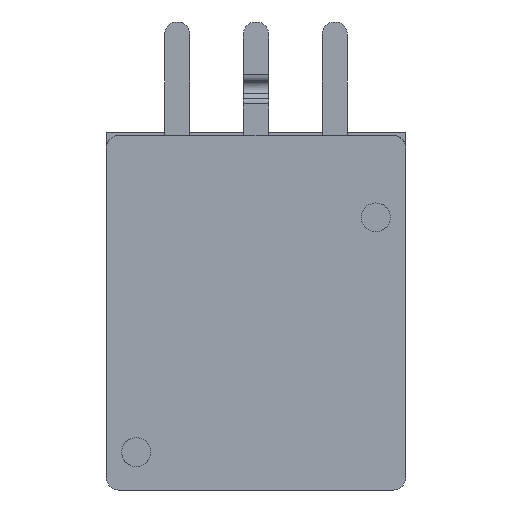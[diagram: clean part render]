
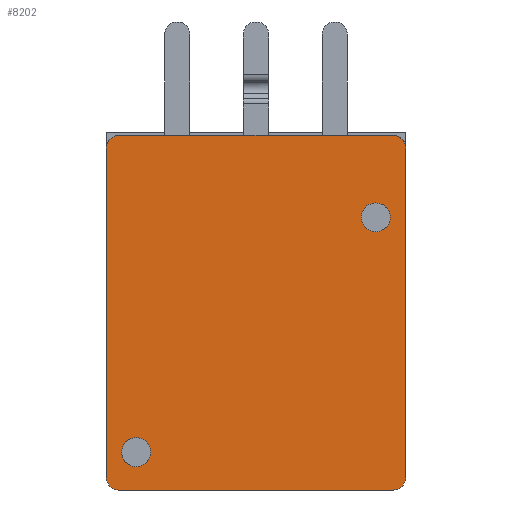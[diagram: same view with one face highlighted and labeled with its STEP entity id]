
A CAD part, front view. The second image highlights one B-rep face of the part: STEP entity #8202.
In plain terms, the highlighted planar face has unit normal (0, -1, 0).
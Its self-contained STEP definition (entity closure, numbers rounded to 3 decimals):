
#1665=VERTEX_POINT('NONE',#1666);
#1666=CARTESIAN_POINT('',(3.8,0.,3.34));
#1672=EDGE_CURVE('NONE',#1665,#1673,#1675,.T.);
#1673=VERTEX_POINT('NONE',#1674);
#1674=CARTESIAN_POINT('',(4.26,0.0,3.8));
#1675=B_SPLINE_CURVE_WITH_KNOTS('',3,(#1676,#1677,#1678,#1679,#1680,#1681),.UNSPECIFIED.,.F.,.U.,(4,2,4),(0.0,0.5,1.0),.UNSPECIFIED.);
#1676=CARTESIAN_POINT('',(3.8,0.,3.34));
#1677=CARTESIAN_POINT('',(3.921,0.0,3.34));
#1678=CARTESIAN_POINT('',(4.04,0.0,3.389));
#1679=CARTESIAN_POINT('',(4.211,0.0,3.56));
#1680=CARTESIAN_POINT('',(4.26,0.0,3.679));
#1681=CARTESIAN_POINT('',(4.26,0.0,3.8));
#1683=EDGE_CURVE('NONE',#1673,#1684,#1686,.T.);
#1684=VERTEX_POINT('NONE',#1685);
#1685=CARTESIAN_POINT('',(3.8,0.0,4.26));
#1686=B_SPLINE_CURVE_WITH_KNOTS('',3,(#1687,#1688,#1689,#1690,#1691,#1692),.UNSPECIFIED.,.F.,.U.,(4,2,4),(0.0,0.25,0.5),.UNSPECIFIED.);
#1687=CARTESIAN_POINT('',(4.26,0.0,3.8));
#1688=CARTESIAN_POINT('',(4.26,0.0,3.921));
#1689=CARTESIAN_POINT('',(4.211,0.0,4.04));
#1690=CARTESIAN_POINT('',(4.04,0.0,4.211));
#1691=CARTESIAN_POINT('',(3.921,0.0,4.26));
#1692=CARTESIAN_POINT('',(3.8,0.0,4.26));
#1733=VERTEX_POINT('NONE',#1734);
#1734=CARTESIAN_POINT('',(-3.8,0.0,-4.11));
#1740=EDGE_CURVE('NONE',#1733,#1741,#1743,.T.);
#1741=VERTEX_POINT('NONE',#1742);
#1742=CARTESIAN_POINT('',(-3.34,0.0,-3.65));
#1743=B_SPLINE_CURVE_WITH_KNOTS('',3,(#1744,#1745,#1746,#1747,#1748,#1749),.UNSPECIFIED.,.F.,.U.,(4,2,4),(0.0,0.5,1.0),.UNSPECIFIED.);
#1744=CARTESIAN_POINT('',(-3.8,0.0,-4.11));
#1745=CARTESIAN_POINT('',(-3.679,0.0,-4.11));
#1746=CARTESIAN_POINT('',(-3.56,0.0,-4.061));
#1747=CARTESIAN_POINT('',(-3.389,0.0,-3.89));
#1748=CARTESIAN_POINT('',(-3.34,0.0,-3.771));
#1749=CARTESIAN_POINT('',(-3.34,0.0,-3.65));
#1751=EDGE_CURVE('NONE',#1741,#1752,#1754,.T.);
#1752=VERTEX_POINT('NONE',#1753);
#1753=CARTESIAN_POINT('',(-3.8,0.0,-3.19));
#1754=B_SPLINE_CURVE_WITH_KNOTS('',3,(#1755,#1756,#1757,#1758,#1759,#1760),.UNSPECIFIED.,.F.,.U.,(4,2,4),(0.0,0.25,0.5),.UNSPECIFIED.);
#1755=CARTESIAN_POINT('',(-3.34,0.0,-3.65));
#1756=CARTESIAN_POINT('',(-3.34,0.0,-3.529));
#1757=CARTESIAN_POINT('',(-3.389,0.0,-3.41));
#1758=CARTESIAN_POINT('',(-3.56,0.0,-3.239));
#1759=CARTESIAN_POINT('',(-3.679,0.0,-3.19));
#1760=CARTESIAN_POINT('',(-3.8,0.0,-3.19));
#7588=EDGE_CURVE('NONE',#7589,#7591,#7593,.T.);
#7589=VERTEX_POINT('NONE',#7590);
#7590=CARTESIAN_POINT('',(-4.75,0.0,-4.45));
#7591=VERTEX_POINT('NONE',#7592);
#7592=CARTESIAN_POINT('',(-4.75,0.0,6.0));
#7593=LINE('',#7594,#7595);
#7594=CARTESIAN_POINT('',(-4.75,0.0,-4.85));
#7595=VECTOR('',#7596,1.0);
#7596=DIRECTION('',(0.0,0.0,1.0));
#7787=VERTEX_POINT('NONE',#7788);
#7788=CARTESIAN_POINT('',(4.35,0.0,-4.85));
#7794=EDGE_CURVE('NONE',#7787,#7795,#7797,.T.);
#7795=VERTEX_POINT('NONE',#7796);
#7796=CARTESIAN_POINT('',(-4.35,0.0,-4.85));
#7797=LINE('',#7798,#7799);
#7798=CARTESIAN_POINT('',(4.75,0.0,-4.85));
#7799=VECTOR('',#7800,1.0);
#7800=DIRECTION('',(-1.0,0.0,0.0));
#7837=VERTEX_POINT('NONE',#7838);
#7838=CARTESIAN_POINT('',(4.75,0.0,6.0));
#7844=EDGE_CURVE('NONE',#7837,#7845,#7847,.T.);
#7845=VERTEX_POINT('NONE',#7846);
#7846=CARTESIAN_POINT('',(4.75,0.0,-4.45));
#7847=LINE('',#7848,#7849);
#7848=CARTESIAN_POINT('',(4.75,0.0,6.4));
#7849=VECTOR('',#7850,1.0);
#7850=DIRECTION('',(0.0,0.0,-1.0));
#8159=EDGE_CURVE('NONE',#7591,#8160,#8162,.T.);
#8160=VERTEX_POINT('NONE',#8161);
#8161=CARTESIAN_POINT('',(-4.35,0.0,6.4));
#8162=B_SPLINE_CURVE_WITH_KNOTS('',3,(#8163,#8164,#8165,#8166,#8167,#8168),.UNSPECIFIED.,.F.,.U.,(4,2,4),(0.0,0.5,1.0),.UNSPECIFIED.);
#8163=CARTESIAN_POINT('',(-4.75,0.0,6.0));
#8164=CARTESIAN_POINT('',(-4.75,0.0,6.105));
#8165=CARTESIAN_POINT('',(-4.707,0.0,6.209));
#8166=CARTESIAN_POINT('',(-4.559,0.0,6.357));
#8167=CARTESIAN_POINT('',(-4.455,0.0,6.4));
#8168=CARTESIAN_POINT('',(-4.35,0.0,6.4));
#8202=ADVANCED_FACE('NONE',(#8203,#8244,#8268),#8292,.F.);
#8203=FACE_BOUND('NONE',#8204,.T.);
#8204=EDGE_LOOP('',(#8205,#8206,#8207,#8216,#8217,#8226,#8227,#8238));
#8205=ORIENTED_EDGE('',*,*,#8159,.F.);
#8206=ORIENTED_EDGE('',*,*,#7588,.F.);
#8207=ORIENTED_EDGE('',*,*,#8208,.T.);
#8208=EDGE_CURVE('NONE',#7589,#7795,#8209,.F.);
#8209=B_SPLINE_CURVE_WITH_KNOTS('',3,(#8210,#8211,#8212,#8213,#8214,#8215),.UNSPECIFIED.,.F.,.U.,(4,2,4),(0.0,0.5,1.0),.UNSPECIFIED.);
#8210=CARTESIAN_POINT('',(-4.35,0.0,-4.85));
#8211=CARTESIAN_POINT('',(-4.455,0.0,-4.85));
#8212=CARTESIAN_POINT('',(-4.559,0.0,-4.807));
#8213=CARTESIAN_POINT('',(-4.707,0.0,-4.659));
#8214=CARTESIAN_POINT('',(-4.75,0.0,-4.555));
#8215=CARTESIAN_POINT('',(-4.75,0.0,-4.45));
#8216=ORIENTED_EDGE('',*,*,#7794,.F.);
#8217=ORIENTED_EDGE('',*,*,#8218,.T.);
#8218=EDGE_CURVE('NONE',#7787,#7845,#8219,.F.);
#8219=B_SPLINE_CURVE_WITH_KNOTS('',3,(#8220,#8221,#8222,#8223,#8224,#8225),.UNSPECIFIED.,.F.,.U.,(4,2,4),(0.0,0.5,1.0),.UNSPECIFIED.);
#8220=CARTESIAN_POINT('',(4.75,0.0,-4.45));
#8221=CARTESIAN_POINT('',(4.75,0.0,-4.555));
#8222=CARTESIAN_POINT('',(4.707,0.0,-4.659));
#8223=CARTESIAN_POINT('',(4.559,0.0,-4.807));
#8224=CARTESIAN_POINT('',(4.455,0.0,-4.85));
#8225=CARTESIAN_POINT('',(4.35,0.0,-4.85));
#8226=ORIENTED_EDGE('',*,*,#7844,.F.);
#8227=ORIENTED_EDGE('',*,*,#8228,.T.);
#8228=EDGE_CURVE('NONE',#7837,#8229,#8231,.F.);
#8229=VERTEX_POINT('NONE',#8230);
#8230=CARTESIAN_POINT('',(4.35,0.0,6.4));
#8231=B_SPLINE_CURVE_WITH_KNOTS('',3,(#8232,#8233,#8234,#8235,#8236,#8237),.UNSPECIFIED.,.F.,.U.,(4,2,4),(0.0,0.5,1.0),.UNSPECIFIED.);
#8232=CARTESIAN_POINT('',(4.35,0.0,6.4));
#8233=CARTESIAN_POINT('',(4.455,0.0,6.4));
#8234=CARTESIAN_POINT('',(4.559,0.0,6.357));
#8235=CARTESIAN_POINT('',(4.707,0.0,6.209));
#8236=CARTESIAN_POINT('',(4.75,0.0,6.105));
#8237=CARTESIAN_POINT('',(4.75,0.0,6.0));
#8238=ORIENTED_EDGE('',*,*,#8239,.T.);
#8239=EDGE_CURVE('NONE',#8229,#8160,#8240,.F.);
#8240=LINE('',#8241,#8242);
#8241=CARTESIAN_POINT('',(0.0,0.0,6.4));
#8242=VECTOR('',#8243,1.0);
#8243=DIRECTION('',(1.0,0.0,0.0));
#8244=FACE_BOUND('NONE',#8245,.T.);
#8245=EDGE_LOOP('',(#8246,#8247,#8258,#8267));
#8246=ORIENTED_EDGE('',*,*,#1672,.F.);
#8247=ORIENTED_EDGE('',*,*,#8248,.T.);
#8248=EDGE_CURVE('NONE',#1665,#8249,#8251,.F.);
#8249=VERTEX_POINT('NONE',#8250);
#8250=CARTESIAN_POINT('',(3.34,0.0,3.8));
#8251=B_SPLINE_CURVE_WITH_KNOTS('',3,(#8252,#8253,#8254,#8255,#8256,#8257),.UNSPECIFIED.,.F.,.U.,(4,2,4),(0.0,0.5,1.0),.UNSPECIFIED.);
#8252=CARTESIAN_POINT('',(3.34,0.0,3.8));
#8253=CARTESIAN_POINT('',(3.34,0.0,3.679));
#8254=CARTESIAN_POINT('',(3.389,0.0,3.56));
#8255=CARTESIAN_POINT('',(3.56,0.0,3.389));
#8256=CARTESIAN_POINT('',(3.679,0.0,3.34));
#8257=CARTESIAN_POINT('',(3.8,0.,3.34));
#8258=ORIENTED_EDGE('',*,*,#8259,.T.);
#8259=EDGE_CURVE('NONE',#8249,#1684,#8260,.F.);
#8260=B_SPLINE_CURVE_WITH_KNOTS('',3,(#8261,#8262,#8263,#8264,#8265,#8266),.UNSPECIFIED.,.F.,.U.,(4,2,4),(0.5,0.75,1.0),.UNSPECIFIED.);
#8261=CARTESIAN_POINT('',(3.8,0.0,4.26));
#8262=CARTESIAN_POINT('',(3.679,0.0,4.26));
#8263=CARTESIAN_POINT('',(3.56,0.0,4.211));
#8264=CARTESIAN_POINT('',(3.389,0.0,4.04));
#8265=CARTESIAN_POINT('',(3.34,0.0,3.921));
#8266=CARTESIAN_POINT('',(3.34,0.0,3.8));
#8267=ORIENTED_EDGE('',*,*,#1683,.F.);
#8268=FACE_BOUND('NONE',#8269,.T.);
#8269=EDGE_LOOP('',(#8270,#8271,#8282,#8291));
#8270=ORIENTED_EDGE('',*,*,#1740,.F.);
#8271=ORIENTED_EDGE('',*,*,#8272,.T.);
#8272=EDGE_CURVE('NONE',#1733,#8273,#8275,.F.);
#8273=VERTEX_POINT('NONE',#8274);
#8274=CARTESIAN_POINT('',(-4.26,0.0,-3.65));
#8275=B_SPLINE_CURVE_WITH_KNOTS('',3,(#8276,#8277,#8278,#8279,#8280,#8281),.UNSPECIFIED.,.F.,.U.,(4,2,4),(0.0,0.5,1.0),.UNSPECIFIED.);
#8276=CARTESIAN_POINT('',(-4.26,0.0,-3.65));
#8277=CARTESIAN_POINT('',(-4.26,0.0,-3.771));
#8278=CARTESIAN_POINT('',(-4.211,0.0,-3.89));
#8279=CARTESIAN_POINT('',(-4.04,0.0,-4.061));
#8280=CARTESIAN_POINT('',(-3.921,0.0,-4.11));
#8281=CARTESIAN_POINT('',(-3.8,0.0,-4.11));
#8282=ORIENTED_EDGE('',*,*,#8283,.T.);
#8283=EDGE_CURVE('NONE',#8273,#1752,#8284,.F.);
#8284=B_SPLINE_CURVE_WITH_KNOTS('',3,(#8285,#8286,#8287,#8288,#8289,#8290),.UNSPECIFIED.,.F.,.U.,(4,2,4),(0.5,0.75,1.0),.UNSPECIFIED.);
#8285=CARTESIAN_POINT('',(-3.8,0.0,-3.19));
#8286=CARTESIAN_POINT('',(-3.921,0.0,-3.19));
#8287=CARTESIAN_POINT('',(-4.04,0.0,-3.239));
#8288=CARTESIAN_POINT('',(-4.211,0.0,-3.41));
#8289=CARTESIAN_POINT('',(-4.26,0.0,-3.529));
#8290=CARTESIAN_POINT('',(-4.26,0.0,-3.65));
#8291=ORIENTED_EDGE('',*,*,#1751,.F.);
#8292=PLANE('',#8293);
#8293=AXIS2_PLACEMENT_3D('',#8294,#8295,#8296);
#8294=CARTESIAN_POINT('',(0.0,0.0,0.0));
#8295=DIRECTION('',(0.0,1.0,0.0));
#8296=DIRECTION('',(0.0,0.0,1.0));
